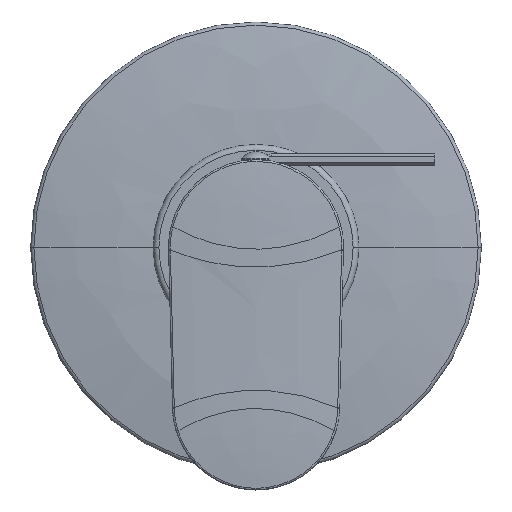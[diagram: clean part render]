
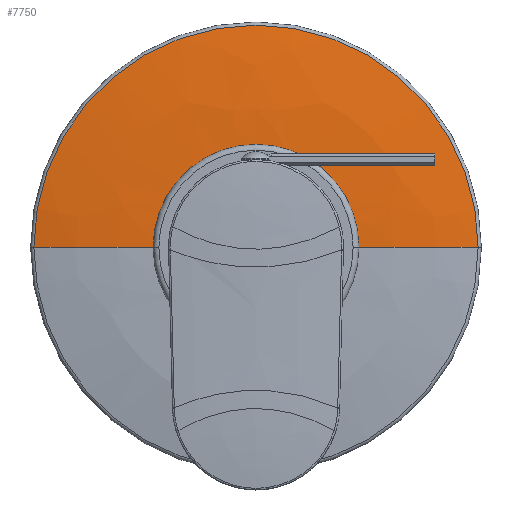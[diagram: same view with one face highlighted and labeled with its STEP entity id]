
A CAD part, top view. The second image highlights one B-rep face of the part: STEP entity #7750.
In plain terms, the highlighted free-form (B-spline) face has degree [3, 3] with [7, 4] control points.
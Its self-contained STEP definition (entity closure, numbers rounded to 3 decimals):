
#7445=CARTESIAN_POINT('',(0.,6.149,0.));
#7446=DIRECTION('',(0.,1.,0.));
#7447=DIRECTION('',(-1.,0.,0.));
#7448=AXIS2_PLACEMENT_3D('',#7445,#7446,#7447);
#7477=CARTESIAN_POINT('',(25.,-174.,0.));
#7478=DIRECTION('',(0.,0.,1.));
#7479=DIRECTION('',(0.176,0.984,0.));
#7480=AXIS2_PLACEMENT_3D('',#7477,#7478,#7479);
#7485=CARTESIAN_POINT('',(-25.,-174.,0.));
#7486=DIRECTION('',(0.,0.,-1.));
#7487=DIRECTION('',(-0.176,0.984,0.));
#7488=AXIS2_PLACEMENT_3D('',#7485,#7486,#7487);
#7515=CARTESIAN_POINT('',(0.,9.,0.));
#7516=DIRECTION('',(0.,-1.,0.));
#7517=DIRECTION('',(1.,0.,0.));
#7518=AXIS2_PLACEMENT_3D('',#7515,#7516,#7517);
#7679=CARTESIAN_POINT('',(25.,9.,0.));
#7681=VERTEX_POINT('',#7679);
#7683=CARTESIAN_POINT('',(-25.,9.,0.));
#7685=VERTEX_POINT('',#7683);
#7695=CARTESIAN_POINT('',(57.176,6.149,0.));
#7696=CARTESIAN_POINT('',(-57.176,6.149,
0.));
#7697=VERTEX_POINT('',#7695);
#7698=VERTEX_POINT('',#7696);
#7711=CARTESIAN_POINT('',(24.305,8.999,-1.529));
#7712=CARTESIAN_POINT('',(35.511,9.039,-2.234));
#7713=CARTESIAN_POINT('',(46.674,8.048,-2.936));
#7714=CARTESIAN_POINT('',(57.698,6.034,-3.63));
#7715=CARTESIAN_POINT('',(25.246,8.999,13.428));
#7716=CARTESIAN_POINT('',(36.886,9.039,19.619));
#7717=CARTESIAN_POINT('',(48.481,8.048,25.786));
#7718=CARTESIAN_POINT('',(59.932,6.034,31.877));
#7719=CARTESIAN_POINT('',(14.987,8.999,24.353));
#7720=CARTESIAN_POINT('',(21.897,9.039,35.581));
#7721=CARTESIAN_POINT('',(28.78,8.048,46.766));
#7722=CARTESIAN_POINT('',(35.578,6.034,57.812));
#7723=CARTESIAN_POINT('',(0.,8.999,24.353));
#7724=CARTESIAN_POINT('',(0.,9.039,35.581));
#7725=CARTESIAN_POINT('',(0.,8.048,46.766));
#7726=CARTESIAN_POINT('',(0.,6.034,57.812));
#7727=CARTESIAN_POINT('',(-14.987,8.999,24.353));
#7728=CARTESIAN_POINT('',(-21.897,9.039,35.581));
#7729=CARTESIAN_POINT('',(-28.78,8.048,46.766));
#7730=CARTESIAN_POINT('',(-35.578,6.034,57.812));
#7731=CARTESIAN_POINT('',(-25.246,8.999,13.428));
#7732=CARTESIAN_POINT('',(-36.886,9.039,19.619));
#7733=CARTESIAN_POINT('',(-48.481,8.048,25.786));
#7734=CARTESIAN_POINT('',(-59.932,6.034,31.877));
#7735=CARTESIAN_POINT('',(-24.305,8.999,
-1.529));
#7736=CARTESIAN_POINT('',(-35.511,9.039,
-2.234));
#7737=CARTESIAN_POINT('',(-46.674,8.048,
-2.936));
#7738=CARTESIAN_POINT('',(-57.698,6.034,
-3.63));
#7739=(BOUNDED_SURFACE()B_SPLINE_SURFACE(3,3,((#7711,#7712,#7713,#7714),(#7715,
#7716,#7717,#7718),(#7719,#7720,#7721,#7722),(#7723,#7724,#7725,#7726),(#7727,
#7728,#7729,#7730),(#7731,#7732,#7733,#7734),(#7735,#7736,#7737,#7738)),
.UNSPECIFIED.,.F.,.F.,.F.)B_SPLINE_SURFACE_WITH_KNOTS((4,3,4),(4,4),(0.,1.,
2.),(0.,1.),.UNSPECIFIED.)GEOMETRIC_REPRESENTATION_ITEM()RATIONAL_B_SPLINE_SURFACE(((1.19,1.186,1.186,1.19),(
0.94,0.937,0.937,0.94),(
0.94,0.937,0.937,0.94),(
1.19,1.186,1.186,1.19),(
0.94,0.937,0.937,0.94),(
0.94,0.937,0.937,0.94),(
1.19,1.186,1.186,1.19)))REPRESENTATION_ITEM('')SURFACE());
#7741=ORIENTED_EDGE('',*,*,#7740,.F.);
#7743=ORIENTED_EDGE('',*,*,#7742,.T.);
#7745=ORIENTED_EDGE('',*,*,#7744,.F.);
#7747=ORIENTED_EDGE('',*,*,#7746,.F.);
#7748=EDGE_LOOP('',(#7741,#7743,#7745,#7747));
#7749=FACE_OUTER_BOUND('',#7748,.F.);
#7750=ADVANCED_FACE('',(#7749),#7739,.T.);
#7449=CIRCLE('',#7448,57.176);
#7481=CIRCLE('',#7480,183.);
#7489=CIRCLE('',#7488,183.);
#7519=CIRCLE('',#7518,25.);
#7740=EDGE_CURVE('',#7698,#7697,#7449,.T.);
#7742=EDGE_CURVE('',#7698,#7685,#7489,.T.);
#7744=EDGE_CURVE('',#7681,#7685,#7519,.T.);
#7746=EDGE_CURVE('',#7697,#7681,#7481,.T.);
